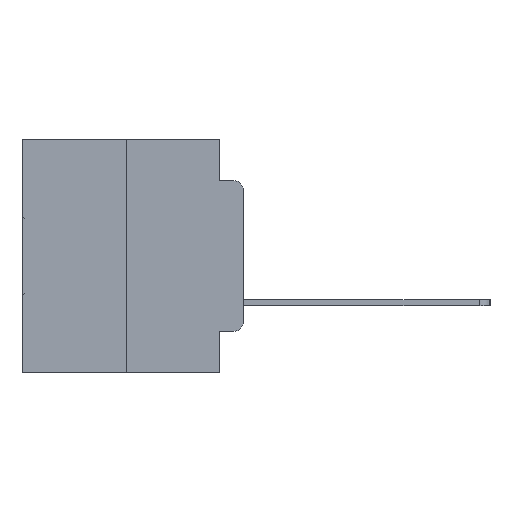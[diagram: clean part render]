
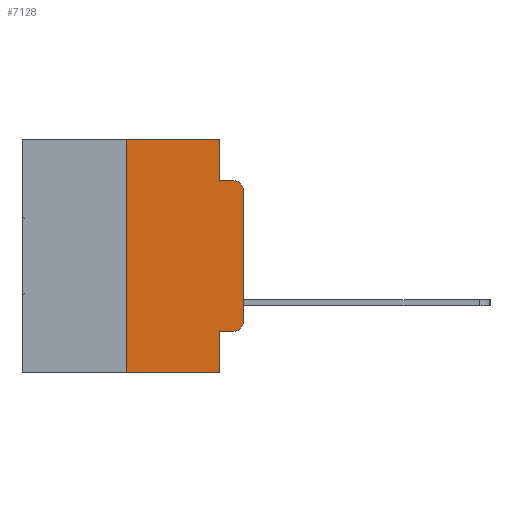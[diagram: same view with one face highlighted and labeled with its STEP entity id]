
A CAD part, left-side view. The second image highlights one B-rep face of the part: STEP entity #7128.
In plain terms, the highlighted planar face has unit normal (-1, 0, 0).
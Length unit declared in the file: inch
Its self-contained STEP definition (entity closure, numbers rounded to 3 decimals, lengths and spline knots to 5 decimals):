
#152 = VERTEX_POINT ( 'NONE', #5671 ) ;
#569 = EDGE_LOOP ( 'NONE', ( #1854, #28697, #24582, #7319, #11965, #26478, #4238, #7346, #4637, #10872 ) ) ;
#740 = CARTESIAN_POINT ( 'NONE',  ( 0., 0.051, 0. ) ) ;
#922 = EDGE_CURVE ( 'NONE', #2136, #31670, #28756, .T. ) ;
#1283 = LINE ( 'NONE', #10553, #25898 ) ;
#1795 = VECTOR ( 'NONE', #9981, 39.37008 ) ;
#1838 = DIRECTION ( 'NONE',  ( 0., 0., -1. ) ) ;
#1854 = ORIENTED_EDGE ( 'NONE', *, *, #4617, .T. ) ;
#2011 = VERTEX_POINT ( 'NONE', #30239 ) ;
#2103 = DIRECTION ( 'NONE',  ( -1., 0., 0. ) ) ;
#2136 = VERTEX_POINT ( 'NONE', #14461 ) ;
#2262 = AXIS2_PLACEMENT_3D ( 'NONE', #16932, #2103, #19379 ) ;
#2921 = VERTEX_POINT ( 'NONE', #27998 ) ;
#4238 = ORIENTED_EDGE ( 'NONE', *, *, #30355, .T. ) ;
#4617 = EDGE_CURVE ( 'NONE', #9942, #2921, #23225, .T. ) ;
#4637 = ORIENTED_EDGE ( 'NONE', *, *, #922, .T. ) ;
#4801 = DIRECTION ( 'NONE',  ( 0., 0., 1. ) ) ;
#5426 = DIRECTION ( 'NONE',  ( -1., 0., 0. ) ) ;
#5476 = CIRCLE ( 'NONE', #2262, 0.02 ) ;
#5671 = CARTESIAN_POINT ( 'NONE',  ( 0., 0.051, -0.0885 ) ) ;
#6130 = CARTESIAN_POINT ( 'NONE',  ( 0., 0.051, -0.5 ) ) ;
#7128 = ADVANCED_FACE ( 'NONE', ( #24742 ), #11023, .F. ) ;
#7319 = ORIENTED_EDGE ( 'NONE', *, *, #10897, .F. ) ;
#7346 = ORIENTED_EDGE ( 'NONE', *, *, #8877, .F. ) ;
#7637 = LINE ( 'NONE', #14893, #1795 ) ;
#7996 = EDGE_CURVE ( 'NONE', #29919, #2011, #12424, .T. ) ;
#8877 = EDGE_CURVE ( 'NONE', #2136, #16861, #26871, .T. ) ;
#9261 = CARTESIAN_POINT ( 'NONE',  ( 0., 0.051, 0. ) ) ;
#9359 = CARTESIAN_POINT ( 'NONE',  ( 0., 0.25, -0.5 ) ) ;
#9942 = VERTEX_POINT ( 'NONE', #22783 ) ;
#9981 = DIRECTION ( 'NONE',  ( 0., -1., 0. ) ) ;
#10553 = CARTESIAN_POINT ( 'NONE',  ( 0., 0.473, -0.5 ) ) ;
#10872 = ORIENTED_EDGE ( 'NONE', *, *, #25666, .T. ) ;
#10897 = EDGE_CURVE ( 'NONE', #2011, #152, #21045, .T. ) ;
#10988 = AXIS2_PLACEMENT_3D ( 'NONE', #23215, #28071, #13480 ) ;
#11023 = PLANE ( 'NONE',  #10988 ) ;
#11031 = VERTEX_POINT ( 'NONE', #9359 ) ;
#11265 = EDGE_CURVE ( 'NONE', #2921, #11739, #30459, .T. ) ;
#11739 = VERTEX_POINT ( 'NONE', #12280 ) ;
#11965 = ORIENTED_EDGE ( 'NONE', *, *, #7996, .F. ) ;
#12280 = CARTESIAN_POINT ( 'NONE',  ( 0., 0.02, -0.0885 ) ) ;
#12424 = LINE ( 'NONE', #22212, #24685 ) ;
#12507 = CARTESIAN_POINT ( 'NONE',  ( 0., 0.02, -0.4115 ) ) ;
#12885 = AXIS2_PLACEMENT_3D ( 'NONE', #20161, #5426, #22604 ) ;
#13401 = LINE ( 'NONE', #17128, #26382 ) ;
#13480 = DIRECTION ( 'NONE',  ( 0., 0., -1. ) ) ;
#14461 = CARTESIAN_POINT ( 'NONE',  ( 0., 0.051, -0.4115 ) ) ;
#14543 = VECTOR ( 'NONE', #1838, 39.37008 ) ;
#14893 = CARTESIAN_POINT ( 'NONE',  ( 0., 0.051, -0.0885 ) ) ;
#16861 = VERTEX_POINT ( 'NONE', #6130 ) ;
#16932 = CARTESIAN_POINT ( 'NONE',  ( 0., 0.02, -0.3915 ) ) ;
#17119 = DIRECTION ( 'NONE',  ( 0., 0., 1. ) ) ;
#17128 = CARTESIAN_POINT ( 'NONE',  ( 0., 0.25, 0. ) ) ;
#17860 = EDGE_CURVE ( 'NONE', #152, #11739, #7637, .T. ) ;
#18148 = VECTOR ( 'NONE', #25394, 39.37008 ) ;
#18950 = CARTESIAN_POINT ( 'NONE',  ( 0., 0.051, -0.4115 ) ) ;
#19379 = DIRECTION ( 'NONE',  ( 0., 0., -1. ) ) ;
#20161 = CARTESIAN_POINT ( 'NONE',  ( 0., 0.02, -0.1085 ) ) ;
#21045 = LINE ( 'NONE', #9261, #14543 ) ;
#21592 = VECTOR ( 'NONE', #31554, 39.37008 ) ;
#22212 = CARTESIAN_POINT ( 'NONE',  ( 0., 0.473, 0. ) ) ;
#22309 = CARTESIAN_POINT ( 'NONE',  ( 0., 0., 0. ) ) ;
#22380 = EDGE_CURVE ( 'NONE', #11031, #29919, #13401, .T. ) ;
#22604 = DIRECTION ( 'NONE',  ( 0., 0., -1. ) ) ;
#22783 = CARTESIAN_POINT ( 'NONE',  ( 0., 0., -0.3915 ) ) ;
#23215 = CARTESIAN_POINT ( 'NONE',  ( 0., 0.473, 0. ) ) ;
#23225 = LINE ( 'NONE', #22309, #30371 ) ;
#23507 = CARTESIAN_POINT ( 'NONE',  ( 0., 0.25, 0. ) ) ;
#24582 = ORIENTED_EDGE ( 'NONE', *, *, #17860, .F. ) ;
#24685 = VECTOR ( 'NONE', #27069, 39.37008 ) ;
#24742 = FACE_OUTER_BOUND ( 'NONE', #569, .T. ) ;
#25394 = DIRECTION ( 'NONE',  ( 0., 0., -1. ) ) ;
#25666 = EDGE_CURVE ( 'NONE', #31670, #9942, #5476, .T. ) ;
#25898 = VECTOR ( 'NONE', #27585, 39.37008 ) ;
#26382 = VECTOR ( 'NONE', #4801, 39.37008 ) ;
#26478 = ORIENTED_EDGE ( 'NONE', *, *, #22380, .F. ) ;
#26871 = LINE ( 'NONE', #740, #18148 ) ;
#27069 = DIRECTION ( 'NONE',  ( 0., -1., 0. ) ) ;
#27585 = DIRECTION ( 'NONE',  ( 0., -1., 0. ) ) ;
#27998 = CARTESIAN_POINT ( 'NONE',  ( 0., 0., -0.1085 ) ) ;
#28071 = DIRECTION ( 'NONE',  ( 1., 0., 0. ) ) ;
#28697 = ORIENTED_EDGE ( 'NONE', *, *, #11265, .T. ) ;
#28756 = LINE ( 'NONE', #18950, #21592 ) ;
#29919 = VERTEX_POINT ( 'NONE', #23507 ) ;
#30239 = CARTESIAN_POINT ( 'NONE',  ( 0., 0.051, 0. ) ) ;
#30355 = EDGE_CURVE ( 'NONE', #11031, #16861, #1283, .T. ) ;
#30371 = VECTOR ( 'NONE', #17119, 39.37008 ) ;
#30459 = CIRCLE ( 'NONE', #12885, 0.02 ) ;
#31554 = DIRECTION ( 'NONE',  ( 0., -1., 0. ) ) ;
#31670 = VERTEX_POINT ( 'NONE', #12507 ) ;
